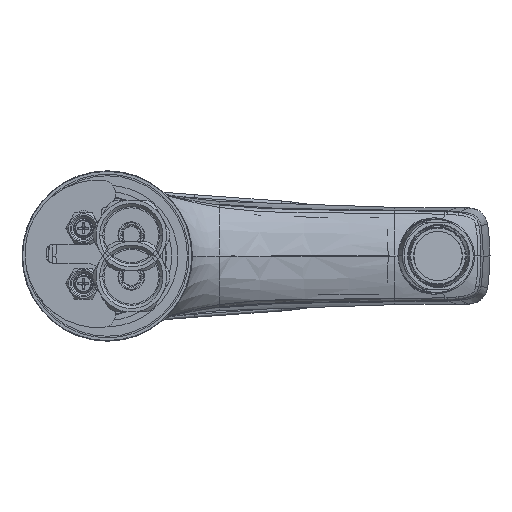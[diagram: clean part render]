
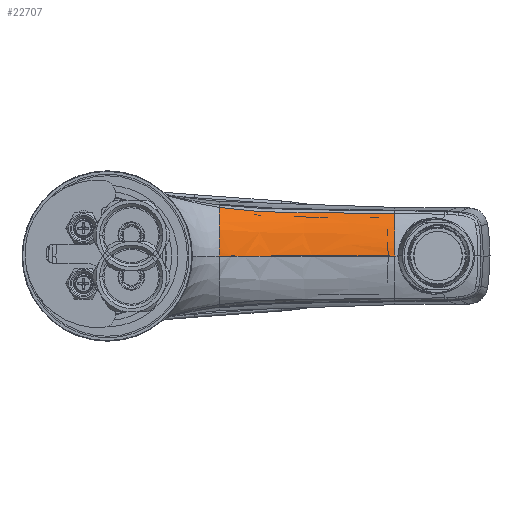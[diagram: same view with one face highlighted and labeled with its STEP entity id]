
A CAD part, front view. The second image highlights one B-rep face of the part: STEP entity #22707.
In plain terms, the highlighted free-form (B-spline) face has degree [3, 3] with [7, 7] control points.
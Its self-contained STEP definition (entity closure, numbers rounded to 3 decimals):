
#4206=CARTESIAN_POINT('',(89.633,-9.985,13.931));
#4207=CARTESIAN_POINT('',(89.633,-10.528,12.849));
#4208=CARTESIAN_POINT('',(89.633,-11.461,10.611));
#4209=CARTESIAN_POINT('',(89.633,-12.597,7.161));
#4210=CARTESIAN_POINT('',(89.633,-13.43,3.626));
#4211=CARTESIAN_POINT('',(89.633,-13.699,1.21));
#4212=CARTESIAN_POINT('',(89.633,-13.699,
0.));
#4225=CARTESIAN_POINT('',(89.633,-9.985,13.931));
#4227=CARTESIAN_POINT('',(89.633,-9.985,13.931));
#4228=CARTESIAN_POINT('',(84.788,-10.707,14.056));
#4229=CARTESIAN_POINT('',(75.03,-12.226,14.07));
#4230=CARTESIAN_POINT('',(60.449,-15.089,13.952));
#4231=CARTESIAN_POINT('',(46.184,-18.904,14.253));
#4232=CARTESIAN_POINT('',(37.057,-22.33,15.105));
#4233=CARTESIAN_POINT('',(32.633,-24.324,15.788));
#4235=CARTESIAN_POINT('',(89.633,-13.699,
0.));
#4236=CARTESIAN_POINT('',(84.72,-14.571,
0.));
#4237=CARTESIAN_POINT('',(74.6,-16.142,
0.));
#4238=CARTESIAN_POINT('',(59.383,-19.106,
0.));
#4239=CARTESIAN_POINT('',(44.974,-23.811,
0.));
#4240=CARTESIAN_POINT('',(36.47,-28.86,
0.));
#4241=CARTESIAN_POINT('',(32.633,-32.052,0.));
#4243=CARTESIAN_POINT('',(32.633,-24.324,15.788));
#4244=CARTESIAN_POINT('',(32.633,-25.453,14.799));
#4245=CARTESIAN_POINT('',(32.633,-27.419,12.507));
#4246=CARTESIAN_POINT('',(32.633,-29.776,8.659));
#4247=CARTESIAN_POINT('',(32.633,-31.502,4.484));
#4248=CARTESIAN_POINT('',(32.633,-32.052,1.501));
#4249=CARTESIAN_POINT('',(32.633,-32.052,0.));
#9602=VERTEX_POINT('',#4225);
#9630=VERTEX_POINT('',#4212);
#9631=VERTEX_POINT('',#4243);
#9632=VERTEX_POINT('',#4249);
#22648=CARTESIAN_POINT('',(90.217,-9.833,
14.045));
#22649=CARTESIAN_POINT('',(85.181,-10.578,
14.184));
#22650=CARTESIAN_POINT('',(75.228,-12.115,
14.2));
#22651=CARTESIAN_POINT('',(60.457,-15.014,
14.075));
#22652=CARTESIAN_POINT('',(46.006,-18.866,
14.376));
#22653=CARTESIAN_POINT('',(36.699,-22.347,
15.26));
#22654=CARTESIAN_POINT('',(32.1,-24.424,
15.992));
#22655=CARTESIAN_POINT('',(90.218,-10.4,
12.922));
#22656=CARTESIAN_POINT('',(85.175,-11.178,
13.07));
#22657=CARTESIAN_POINT('',(75.203,-12.736,
13.105));
#22658=CARTESIAN_POINT('',(60.39,-15.656,
13.02));
#22659=CARTESIAN_POINT('',(45.894,-19.64,
13.353));
#22660=CARTESIAN_POINT('',(36.627,-23.382,
14.238));
#22661=CARTESIAN_POINT('',(32.109,-25.631,
14.977));
#22662=CARTESIAN_POINT('',(90.219,-11.35,
10.641));
#22663=CARTESIAN_POINT('',(85.163,-12.177,
10.784));
#22664=CARTESIAN_POINT('',(75.143,-13.759,
10.844));
#22665=CARTESIAN_POINT('',(60.238,-16.706,
10.826));
#22666=CARTESIAN_POINT('',(45.668,-20.92,
11.171));
#22667=CARTESIAN_POINT('',(36.493,-25.121,
11.965));
#22668=CARTESIAN_POINT('',(32.126,-27.681,
12.636));
#22669=CARTESIAN_POINT('',(90.222,-12.495,
7.148));
#22670=CARTESIAN_POINT('',(85.148,-13.376,
7.261));
#22671=CARTESIAN_POINT('',(75.031,-14.973,
7.326));
#22672=CARTESIAN_POINT('',(59.948,-17.942,
7.359));
#22673=CARTESIAN_POINT('',(45.309,-22.427,
7.646));
#22674=CARTESIAN_POINT('',(36.312,-27.164,
8.221));
#22675=CARTESIAN_POINT('',(32.149,-30.116,
8.715));
#22676=CARTESIAN_POINT('',(90.223,-13.336,
3.573));
#22677=CARTESIAN_POINT('',(85.135,-14.247,
3.637));
#22678=CARTESIAN_POINT('',(74.903,-15.841,
3.685));
#22679=CARTESIAN_POINT('',(59.617,-18.821,
3.734));
#22680=CARTESIAN_POINT('',(44.956,-23.513,
3.906));
#22681=CARTESIAN_POINT('',(36.162,-28.635,
4.202));
#22682=CARTESIAN_POINT('',(32.168,-31.9,
4.46));
#22683=CARTESIAN_POINT('',(90.224,-13.604,
1.115));
#22684=CARTESIAN_POINT('',(85.128,-14.518,
1.137));
#22685=CARTESIAN_POINT('',(74.826,-16.108,
1.161));
#22686=CARTESIAN_POINT('',(59.431,-19.105,
1.194));
#22687=CARTESIAN_POINT('',(44.801,-23.871,
1.252));
#22688=CARTESIAN_POINT('',(36.119,-29.087,
1.328));
#22689=CARTESIAN_POINT('',(32.174,-32.46,
1.394));
#22690=CARTESIAN_POINT('',(90.225,-13.593,
-0.138));
#22691=CARTESIAN_POINT('',(85.126,-14.508,
-0.141));
#22692=CARTESIAN_POINT('',(74.801,-16.102,
-0.144));
#22693=CARTESIAN_POINT('',(59.377,-19.107,
-0.148));
#22694=CARTESIAN_POINT('',(44.778,-23.875,
-0.155));
#22695=CARTESIAN_POINT('',(36.129,-29.062,
-0.165));
#22696=CARTESIAN_POINT('',(32.173,-32.438,
-0.173));
#22697=B_SPLINE_SURFACE_WITH_KNOTS('',3,3,((#22648,#22649,#22650,#22651,#22652,
#22653,#22654),(#22655,#22656,#22657,#22658,#22659,#22660,#22661),(#22662,
#22663,#22664,#22665,#22666,#22667,#22668),(#22669,#22670,#22671,#22672,#22673,
#22674,#22675),(#22676,#22677,#22678,#22679,#22680,#22681,#22682),(#22683,
#22684,#22685,#22686,#22687,#22688,#22689),(#22690,#22691,#22692,#22693,#22694,
#22695,#22696)),.UNSPECIFIED.,.F.,.F.,.F.,(4,1,1,1,4),(4,1,1,1,4),(
-0.01,0.25,0.5,0.75,1.01),(-0.01,
0.25,0.5,0.75,1.01),.UNSPECIFIED.);
#22699=ORIENTED_EDGE('',*,*,#22698,.F.);
#22701=ORIENTED_EDGE('',*,*,#22700,.F.);
#22702=ORIENTED_EDGE('',*,*,#22640,.T.);
#22704=ORIENTED_EDGE('',*,*,#22703,.T.);
#22705=EDGE_LOOP('',(#22699,#22701,#22702,#22704));
#22706=FACE_OUTER_BOUND('',#22705,.F.);
#22707=ADVANCED_FACE('',(#22706),#22697,.F.);
#4213=B_SPLINE_CURVE_WITH_KNOTS('',3,(#4206,#4207,#4208,#4209,#4210,#4211,
#4212),.UNSPECIFIED.,.F.,.F.,(4,1,1,1,4),(0.,0.25,
0.5,0.75,1.),.UNSPECIFIED.);
#4234=B_SPLINE_CURVE_WITH_KNOTS('',3,(#4227,#4228,#4229,#4230,#4231,#4232,
#4233),.UNSPECIFIED.,.F.,.F.,(4,1,1,1,4),(0.,0.25,
0.5,0.75,1.),.UNSPECIFIED.);
#4242=B_SPLINE_CURVE_WITH_KNOTS('',3,(#4235,#4236,#4237,#4238,#4239,#4240,
#4241),.UNSPECIFIED.,.F.,.F.,(4,1,1,1,4),(0.,0.25,0.5,0.75,1.),
.UNSPECIFIED.);
#4250=B_SPLINE_CURVE_WITH_KNOTS('',3,(#4243,#4244,#4245,#4246,#4247,#4248,
#4249),.UNSPECIFIED.,.F.,.F.,(4,1,1,1,4),(0.,0.25,
0.5,0.75,1.),.UNSPECIFIED.);
#22640=EDGE_CURVE('',#9602,#9630,#4213,.T.);
#22698=EDGE_CURVE('',#9631,#9632,#4250,.T.);
#22700=EDGE_CURVE('',#9602,#9631,#4234,.T.);
#22703=EDGE_CURVE('',#9630,#9632,#4242,.T.);
